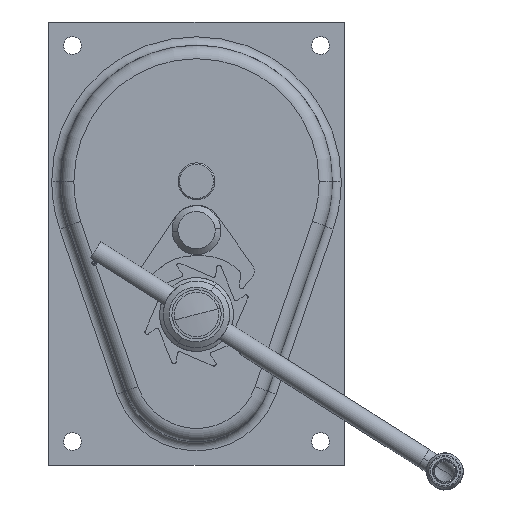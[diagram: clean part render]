
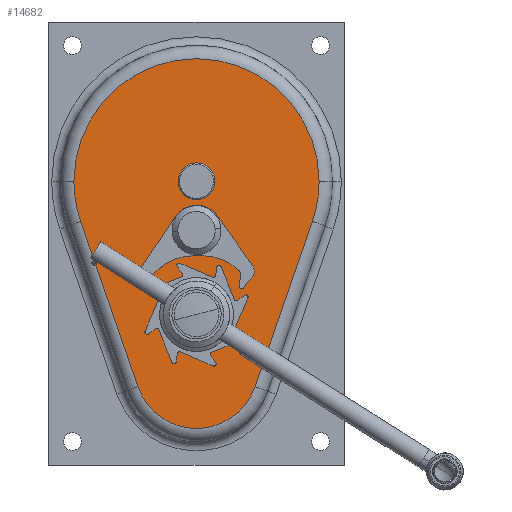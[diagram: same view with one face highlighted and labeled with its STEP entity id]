
A CAD part, top view. The second image highlights one B-rep face of the part: STEP entity #14682.
In plain terms, the highlighted planar face has unit normal (0, 0, 1).
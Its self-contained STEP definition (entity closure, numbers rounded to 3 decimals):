
#1104 = AXIS2_PLACEMENT_3D ( 'NONE', #9841, #9842, #9843 ) ;
#1107 = AXIS2_PLACEMENT_3D ( 'NONE', #9850, #9851, #9852 ) ;
#1109 = AXIS2_PLACEMENT_3D ( 'NONE', #9907, #9911, #9912 ) ;
#1118 = AXIS2_PLACEMENT_3D ( 'NONE', #9856, #9893, #9894 ) ;
#1122 = AXIS2_PLACEMENT_3D ( 'NONE', #9898, #9899, #9900 ) ;
#1124 = AXIS2_PLACEMENT_3D ( 'NONE', #9895, #9896, #9897 ) ;
#1125 = AXIS2_PLACEMENT_3D ( 'NONE', #9904, #9905, #9906 ) ;
#1126 = AXIS2_PLACEMENT_3D ( 'NONE', #9901, #9902, #9903 ) ;
#1127 = VECTOR ( 'NONE', #9910, 1000. ) ;
#1129 = VECTOR ( 'NONE', #9916, 1000. ) ;
#2346 = FACE_BOUND ( 'NONE', #4760, .T. ) ;
#2349 = FACE_BOUND ( 'NONE', #4752, .T. ) ;
#2352 = FACE_OUTER_BOUND ( 'NONE', #4748, .T. ) ;
#2354 = AXIS2_PLACEMENT_3D ( 'NONE', #12385, #12386, #12387 ) ;
#3975 = VERTEX_POINT ( 'NONE', #5757 ) ;
#3976 = VERTEX_POINT ( 'NONE', #5758 ) ;
#3978 = VERTEX_POINT ( 'NONE', #5760 ) ;
#3987 = VERTEX_POINT ( 'NONE', #5769 ) ;
#3988 = VERTEX_POINT ( 'NONE', #5770 ) ;
#3989 = VERTEX_POINT ( 'NONE', #5771 ) ;
#3990 = VERTEX_POINT ( 'NONE', #5772 ) ;
#3991 = VERTEX_POINT ( 'NONE', #5773 ) ;
#3992 = VERTEX_POINT ( 'NONE', #5774 ) ;
#3993 = VERTEX_POINT ( 'NONE', #5775 ) ;
#4212 = ORIENTED_EDGE ( 'NONE', *, *, #13963, .F. ) ;
#4213 = ORIENTED_EDGE ( 'NONE', *, *, #13962, .F. ) ;
#4214 = ORIENTED_EDGE ( 'NONE', *, *, #13965, .F. ) ;
#4215 = ORIENTED_EDGE ( 'NONE', *, *, #13945, .T. ) ;
#4216 = ORIENTED_EDGE ( 'NONE', *, *, #13964, .F. ) ;
#4217 = ORIENTED_EDGE ( 'NONE', *, *, #13966, .T. ) ;
#4218 = ORIENTED_EDGE ( 'NONE', *, *, #13967, .T. ) ;
#4219 = ORIENTED_EDGE ( 'NONE', *, *, #13948, .T. ) ;
#4220 = ORIENTED_EDGE ( 'NONE', *, *, #13969, .T. ) ;
#4221 = ORIENTED_EDGE ( 'NONE', *, *, #13968, .T. ) ;
#4748 = EDGE_LOOP ( 'NONE', ( #4217, #4219, #4215, #4218, #4221, #4220 ) ) ;
#4752 = EDGE_LOOP ( 'NONE', ( #4214, #4216 ) ) ;
#4760 = EDGE_LOOP ( 'NONE', ( #4212, #4213 ) ) ;
#5757 = CARTESIAN_POINT ( 'NONE',  ( -83., 0., 93. ) ) ;
#5758 = CARTESIAN_POINT ( 'NONE',  ( -78.423, -27.181, 93. ) ) ;
#5760 = CARTESIAN_POINT ( 'NONE',  ( 83., 0., 93. ) ) ;
#5769 = CARTESIAN_POINT ( 'NONE',  ( -18., -90.2, 93. ) ) ;
#5770 = CARTESIAN_POINT ( 'NONE',  ( 18., -90.2, 93. ) ) ;
#5771 = CARTESIAN_POINT ( 'NONE',  ( -12.5, 0., 93. ) ) ;
#5772 = CARTESIAN_POINT ( 'NONE',  ( 12.5, 0., 93. ) ) ;
#5773 = CARTESIAN_POINT ( 'NONE',  ( 78.423, -27.181, 93. ) ) ;
#5774 = CARTESIAN_POINT ( 'NONE',  ( -39.684, -138.954, 93. ) ) ;
#5775 = CARTESIAN_POINT ( 'NONE',  ( 39.684, -138.954, 93. ) ) ;
#7629 = CIRCLE ( 'NONE', #1104, 83. ) ;
#7632 = CIRCLE ( 'NONE', #1107, 83. ) ;
#7634 = CIRCLE ( 'NONE', #1118, 18. ) ;
#7635 = CIRCLE ( 'NONE', #1124, 18. ) ;
#7636 = CIRCLE ( 'NONE', #1122, 12.5 ) ;
#7637 = CIRCLE ( 'NONE', #1126, 12.5 ) ;
#7638 = CIRCLE ( 'NONE', #1125, 83. ) ;
#7639 = CIRCLE ( 'NONE', #1109, 42. ) ;
#9841 = CARTESIAN_POINT ( 'NONE',  ( 0., 0., 93. ) ) ;
#9842 = DIRECTION ( 'NONE',  ( 0., 0., 1. ) ) ;
#9843 = DIRECTION ( 'NONE',  ( 1., 0., 0. ) ) ;
#9850 = CARTESIAN_POINT ( 'NONE',  ( 0., 0., 93. ) ) ;
#9851 = DIRECTION ( 'NONE',  ( 0., 0., 1. ) ) ;
#9852 = DIRECTION ( 'NONE',  ( 1., 0., 0. ) ) ;
#9856 = CARTESIAN_POINT ( 'NONE',  ( 0., -90.2, 93. ) ) ;
#9893 = DIRECTION ( 'NONE',  ( 0., 0., 1. ) ) ;
#9894 = DIRECTION ( 'NONE',  ( -1., 0., 0. ) ) ;
#9895 = CARTESIAN_POINT ( 'NONE',  ( 0., -90.2, 93. ) ) ;
#9896 = DIRECTION ( 'NONE',  ( 0., 0., 1. ) ) ;
#9897 = DIRECTION ( 'NONE',  ( -1., 0., 0. ) ) ;
#9898 = CARTESIAN_POINT ( 'NONE',  ( 0., 0., 93. ) ) ;
#9899 = DIRECTION ( 'NONE',  ( 0., 0., 1. ) ) ;
#9900 = DIRECTION ( 'NONE',  ( -1., 0., 0. ) ) ;
#9901 = CARTESIAN_POINT ( 'NONE',  ( 0., 0., 93. ) ) ;
#9902 = DIRECTION ( 'NONE',  ( 0., 0., 1. ) ) ;
#9903 = DIRECTION ( 'NONE',  ( -1., 0., 0. ) ) ;
#9904 = CARTESIAN_POINT ( 'NONE',  ( 0., 0., 93. ) ) ;
#9905 = DIRECTION ( 'NONE',  ( 0., 0., 1. ) ) ;
#9906 = DIRECTION ( 'NONE',  ( 1., 0., 0. ) ) ;
#9907 = CARTESIAN_POINT ( 'NONE',  ( 0., -125.2, 93. ) ) ;
#9908 = LINE ( 'NONE', #9909, #1127 ) ;
#9909 = CARTESIAN_POINT ( 'NONE',  ( -39.684, -138.954, 93. ) ) ;
#9910 = DIRECTION ( 'NONE',  ( 0.327, -0.945, 0. ) ) ;
#9911 = DIRECTION ( 'NONE',  ( 0., 0., 1. ) ) ;
#9912 = DIRECTION ( 'NONE',  ( 1., 0., 0. ) ) ;
#9914 = LINE ( 'NONE', #9915, #1129 ) ;
#9915 = CARTESIAN_POINT ( 'NONE',  ( 39.684, -138.954, 93. ) ) ;
#9916 = DIRECTION ( 'NONE',  ( 0.327, 0.945, 0. ) ) ;
#12384 = PLANE ( 'NONE',  #2354 ) ;
#12385 = CARTESIAN_POINT ( 'NONE',  ( 0., -125.2, 93. ) ) ;
#12386 = DIRECTION ( 'NONE',  ( 0., 0., -1. ) ) ;
#12387 = DIRECTION ( 'NONE',  ( 1., 0., 0. ) ) ;
#13945 = EDGE_CURVE ( 'NONE', #3975, #3976, #7629, .T. ) ;
#13948 = EDGE_CURVE ( 'NONE', #3978, #3975, #7632, .T. ) ;
#13962 = EDGE_CURVE ( 'NONE', #3988, #3987, #7634, .T. ) ;
#13963 = EDGE_CURVE ( 'NONE', #3987, #3988, #7635, .T. ) ;
#13964 = EDGE_CURVE ( 'NONE', #3990, #3989, #7636, .T. ) ;
#13965 = EDGE_CURVE ( 'NONE', #3989, #3990, #7637, .T. ) ;
#13966 = EDGE_CURVE ( 'NONE', #3991, #3978, #7638, .T. ) ;
#13967 = EDGE_CURVE ( 'NONE', #3976, #3992, #9908, .T. ) ;
#13968 = EDGE_CURVE ( 'NONE', #3992, #3993, #7639, .T. ) ;
#13969 = EDGE_CURVE ( 'NONE', #3993, #3991, #9914, .T. ) ;
#14682 = ADVANCED_FACE ( 'NONE', ( #2346, #2349, #2352 ), #12384, .F. ) ;
